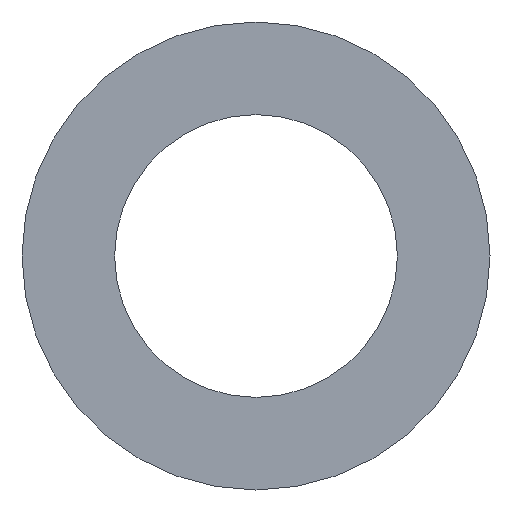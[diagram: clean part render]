
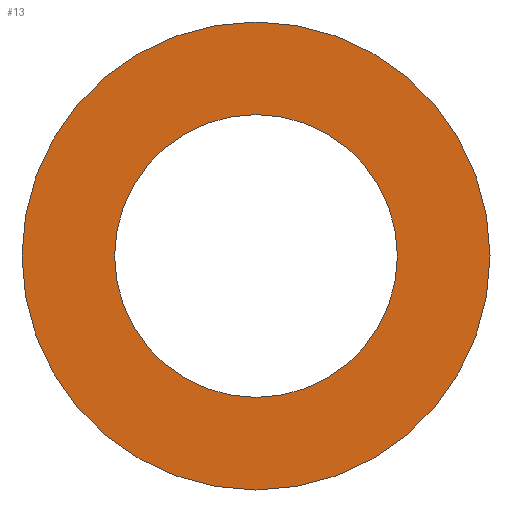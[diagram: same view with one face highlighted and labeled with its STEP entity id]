
A CAD part, left-side view. The second image highlights one B-rep face of the part: STEP entity #13.
In plain terms, the highlighted planar face has unit normal (-1, 0, 0).
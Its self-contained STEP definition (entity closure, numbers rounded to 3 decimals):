
#13 = ADVANCED_FACE ( 'NONE', ( #633, #620 ), #96, .F. ) ;
#93 = DIRECTION ( 'NONE',  ( 0., 0., -1. ) ) ;
#94 = DIRECTION ( 'NONE',  ( 1., 0., 0. ) ) ;
#96 = PLANE ( 'NONE',  #838 ) ;
#99 = CARTESIAN_POINT ( 'NONE',  ( 0., 0., 0. ) ) ;
#163 = DIRECTION ( 'NONE',  ( 0., 0., -1. ) ) ;
#164 = DIRECTION ( 'NONE',  ( 1., 0., 0. ) ) ;
#165 = CARTESIAN_POINT ( 'NONE',  ( 0., 0., 0. ) ) ;
#204 = DIRECTION ( 'NONE',  ( 0., 0., -1. ) ) ;
#205 = DIRECTION ( 'NONE',  ( 1., 0., 0. ) ) ;
#206 = CARTESIAN_POINT ( 'NONE',  ( 0., 0., 0. ) ) ;
#241 = DIRECTION ( 'NONE',  ( 0., 0., -1. ) ) ;
#242 = DIRECTION ( 'NONE',  ( 1., 0., 0. ) ) ;
#243 = CARTESIAN_POINT ( 'NONE',  ( 0., 0., 0. ) ) ;
#252 = DIRECTION ( 'NONE',  ( 0., 0., -1. ) ) ;
#253 = DIRECTION ( 'NONE',  ( 1., 0., 0. ) ) ;
#254 = CARTESIAN_POINT ( 'NONE',  ( 0., 0., 0. ) ) ;
#349 = CARTESIAN_POINT ( 'NONE',  ( 0., 0., 17.08 ) ) ;
#352 = CARTESIAN_POINT ( 'NONE',  ( 0., 0., -10.32 ) ) ;
#353 = CARTESIAN_POINT ( 'NONE',  ( 0., 0., 10.32 ) ) ;
#356 = CARTESIAN_POINT ( 'NONE',  ( 0., 0., -17.08 ) ) ;
#425 = ORIENTED_EDGE ( 'NONE', *, *, #817, .F. ) ;
#426 = ORIENTED_EDGE ( 'NONE', *, *, #797, .F. ) ;
#427 = ORIENTED_EDGE ( 'NONE', *, *, #801, .T. ) ;
#428 = ORIENTED_EDGE ( 'NONE', *, *, #830, .T. ) ;
#502 = CIRCLE ( 'NONE', #862, 10.32 ) ;
#515 = CIRCLE ( 'NONE', #874, 17.08 ) ;
#535 = CIRCLE ( 'NONE', #841, 10.32 ) ;
#543 = CIRCLE ( 'NONE', #760, 17.08 ) ;
#620 = FACE_BOUND ( 'NONE', #719, .T. ) ;
#633 = FACE_OUTER_BOUND ( 'NONE', #718, .T. ) ;
#696 = VERTEX_POINT ( 'NONE', #352 ) ;
#697 = VERTEX_POINT ( 'NONE', #353 ) ;
#698 = VERTEX_POINT ( 'NONE', #349 ) ;
#699 = VERTEX_POINT ( 'NONE', #356 ) ;
#718 = EDGE_LOOP ( 'NONE', ( #425, #426 ) ) ;
#719 = EDGE_LOOP ( 'NONE', ( #427, #428 ) ) ;
#760 = AXIS2_PLACEMENT_3D ( 'NONE', #254, #253, #252 ) ;
#797 = EDGE_CURVE ( 'NONE', #699, #698, #543, .T. ) ;
#801 = EDGE_CURVE ( 'NONE', #697, #696, #535, .T. ) ;
#817 = EDGE_CURVE ( 'NONE', #698, #699, #515, .T. ) ;
#830 = EDGE_CURVE ( 'NONE', #696, #697, #502, .T. ) ;
#838 = AXIS2_PLACEMENT_3D ( 'NONE', #99, #94, #93 ) ;
#841 = AXIS2_PLACEMENT_3D ( 'NONE', #243, #242, #241 ) ;
#862 = AXIS2_PLACEMENT_3D ( 'NONE', #165, #164, #163 ) ;
#874 = AXIS2_PLACEMENT_3D ( 'NONE', #206, #205, #204 ) ;
